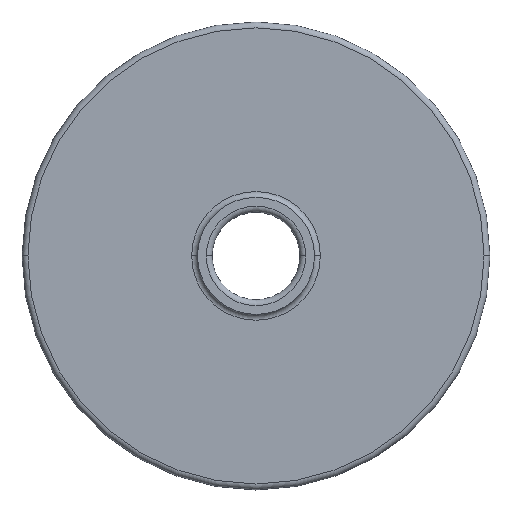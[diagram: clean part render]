
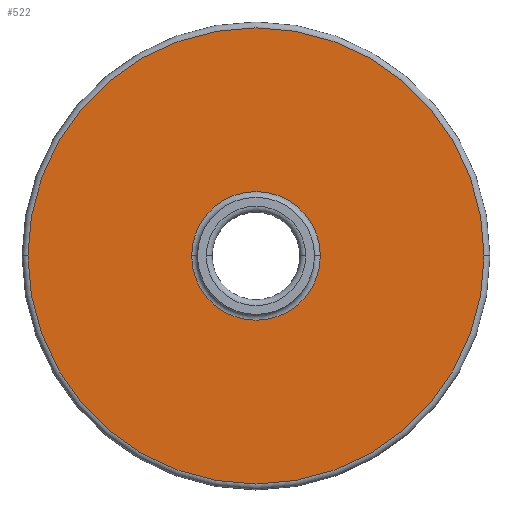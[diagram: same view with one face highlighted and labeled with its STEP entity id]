
A CAD part, top view. The second image highlights one B-rep face of the part: STEP entity #522.
In plain terms, the highlighted planar face has unit normal (0, 0, 1).
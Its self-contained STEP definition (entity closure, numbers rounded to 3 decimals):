
#10 = EDGE_CURVE ( 'NONE', #269, #54, #536, .T. ) ;
#28 = CIRCLE ( 'NONE', #278, 2.2 ) ;
#30 = AXIS2_PLACEMENT_3D ( 'NONE', #147, #464, #359 ) ;
#39 = ORIENTED_EDGE ( 'NONE', *, *, #556, .T. ) ;
#54 = VERTEX_POINT ( 'NONE', #485 ) ;
#72 = DIRECTION ( 'NONE',  ( 0., 0., 1. ) ) ;
#75 = AXIS2_PLACEMENT_3D ( 'NONE', #493, #438, #386 ) ;
#89 = VERTEX_POINT ( 'NONE', #581 ) ;
#129 = VERTEX_POINT ( 'NONE', #449 ) ;
#147 = CARTESIAN_POINT ( 'NONE',  ( 0., 0., 3. ) ) ;
#180 = EDGE_CURVE ( 'NONE', #129, #89, #394, .T. ) ;
#197 = FACE_OUTER_BOUND ( 'NONE', #349, .T. ) ;
#207 = EDGE_LOOP ( 'NONE', ( #230, #39 ) ) ;
#230 = ORIENTED_EDGE ( 'NONE', *, *, #10, .T. ) ;
#237 = CARTESIAN_POINT ( 'NONE',  ( 2.2, 0., 3. ) ) ;
#247 = AXIS2_PLACEMENT_3D ( 'NONE', #566, #427, #484 ) ;
#251 = DIRECTION ( 'NONE',  ( 1., 0., 0. ) ) ;
#269 = VERTEX_POINT ( 'NONE', #237 ) ;
#278 = AXIS2_PLACEMENT_3D ( 'NONE', #297, #475, #251 ) ;
#294 = CARTESIAN_POINT ( 'NONE',  ( 0., 0., 3. ) ) ;
#297 = CARTESIAN_POINT ( 'NONE',  ( 0., 0., 3. ) ) ;
#315 = ORIENTED_EDGE ( 'NONE', *, *, #332, .T. ) ;
#332 = EDGE_CURVE ( 'NONE', #89, #129, #342, .T. ) ;
#341 = FACE_BOUND ( 'NONE', #207, .T. ) ;
#342 = CIRCLE ( 'NONE', #499, 7.8 ) ;
#349 = EDGE_LOOP ( 'NONE', ( #315, #442 ) ) ;
#359 = DIRECTION ( 'NONE',  ( 1., 0., 0. ) ) ;
#386 = DIRECTION ( 'NONE',  ( 1., 0., 0. ) ) ;
#394 = CIRCLE ( 'NONE', #30, 7.8 ) ;
#427 = DIRECTION ( 'NONE',  ( 0., 0., 1. ) ) ;
#438 = DIRECTION ( 'NONE',  ( 0., 0., -1. ) ) ;
#442 = ORIENTED_EDGE ( 'NONE', *, *, #180, .T. ) ;
#449 = CARTESIAN_POINT ( 'NONE',  ( -7.8, 0., 3. ) ) ;
#464 = DIRECTION ( 'NONE',  ( 0., 0., 1. ) ) ;
#473 = DIRECTION ( 'NONE',  ( 1., 0., 0. ) ) ;
#475 = DIRECTION ( 'NONE',  ( 0., 0., -1. ) ) ;
#484 = DIRECTION ( 'NONE',  ( 1., 0., 0. ) ) ;
#485 = CARTESIAN_POINT ( 'NONE',  ( -2.2, 0., 3. ) ) ;
#493 = CARTESIAN_POINT ( 'NONE',  ( 0., 0., 3. ) ) ;
#499 = AXIS2_PLACEMENT_3D ( 'NONE', #294, #72, #473 ) ;
#522 = ADVANCED_FACE ( 'NONE', ( #341, #197 ), #523, .T. ) ;
#523 = PLANE ( 'NONE',  #247 ) ;
#536 = CIRCLE ( 'NONE', #75, 2.2 ) ;
#556 = EDGE_CURVE ( 'NONE', #54, #269, #28, .T. ) ;
#566 = CARTESIAN_POINT ( 'NONE',  ( 0., 0., 3. ) ) ;
#581 = CARTESIAN_POINT ( 'NONE',  ( 7.8, 0., 3. ) ) ;
